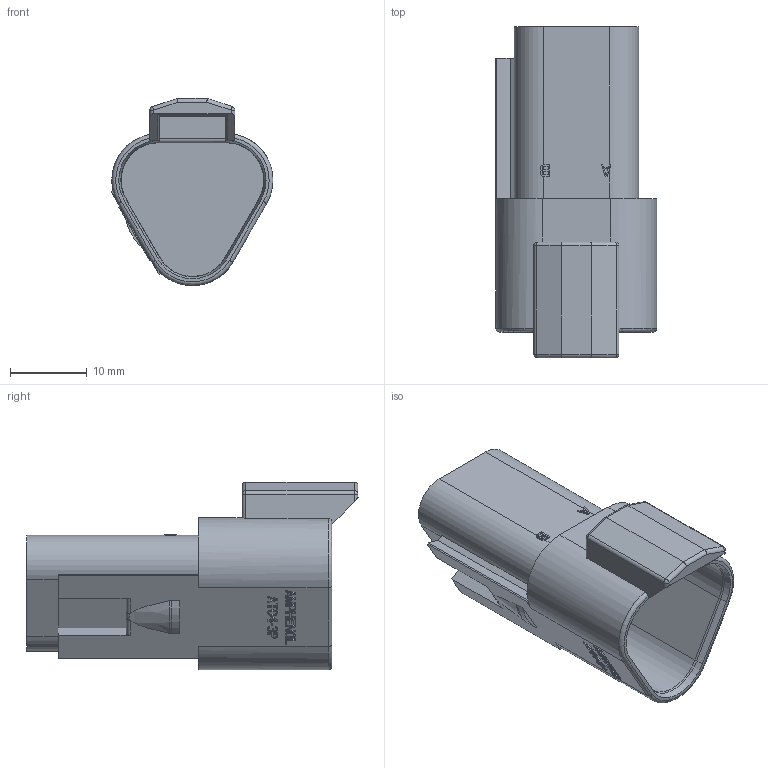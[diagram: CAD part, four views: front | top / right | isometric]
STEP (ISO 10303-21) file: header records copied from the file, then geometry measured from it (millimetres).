
FILE_DESCRIPTION((''),'2;1');
FILE_NAME('26-54223-03P','2016-04-19T',('Jony.xie'),(''),'PRO/ENGINEER BY PARAMETRIC TECHNOLOGY CORPORATION, 2013230','PRO/ENGINEER BY PARAMETRIC TECHNOLOGY CORPORATION, 2013230','');
FILE_SCHEMA(('CONFIG_CONTROL_DESIGN'));
Length unit declared in the file: millimetre
Products named in the file (1): 26-54223-03P
Bounding box: 21.13 x 43.3 x 24.43 mm (x, y, z)
Volume: 6107 mm3; surface area: 4502.5 mm2
Topology: 1 solids, 1 shells, 859 faces, 2383 edges, 1570 vertices
Faces by surface type: plane 772, cylinder 49, torus 16, sphere 16, cone 4, bspline 2
Entity records: 27074 total; most frequent: CARTESIAN_POINT 5144, ORIENTED_EDGE 4742, DIRECTION 4142, EDGE_CURVE 2371, VECTOR 2142, LINE 2142, VERTEX_POINT 1570, AXIS2_PLACEMENT_3D 1000
